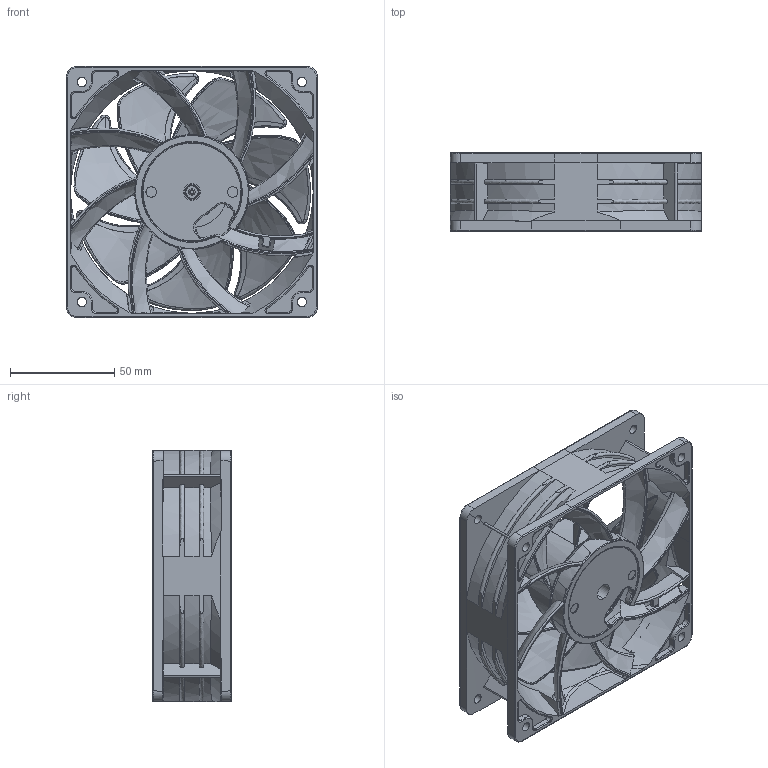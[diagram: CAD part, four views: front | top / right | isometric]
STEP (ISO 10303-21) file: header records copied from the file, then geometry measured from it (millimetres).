
FILE_DESCRIPTION((''),'2;1');
FILE_NAME('12038-6-ALL_ASM','2019-04-29T',('Administrator'),(''),'PRO/ENGINEER BY PARAMETRIC TECHNOLOGY CORPORATION, 2009440','PRO/ENGINEER BY PARAMETRIC TECHNOLOGY CORPORATION, 2009440','');
FILE_SCHEMA(('CONFIG_CONTROL_DESIGN'));
Products named in the file (3): PRT0002; PRT0006; 12038-6-ALL_ASM
Assembly tree (2 placements, depth 2):
  12038-6-ALL_ASM
    PRT0002
    PRT0006
Bounding box: 120.3 x 37.6 x 120.2 mm (x, y, z)
Volume: 64823.8 mm3; surface area: 92569.4 mm2
Topology: 1 solids, 515 shells, 1557 faces, 5561 edges, 4528 vertices
Faces by surface type: plane 563, cylinder 391, bspline 344, cone 152, torus 86, extrusion 15, sphere 6
Entity records: 90137 total; most frequent: CARTESIAN_POINT 49133, ORIENTED_EDGE 8375, DIRECTION 6162, EDGE_CURVE 5555, VERTEX_POINT 4528, B_SPLINE_CURVE_WITH_KNOTS 2737, AXIS2_PLACEMENT_3D 2111, VECTOR 1940
